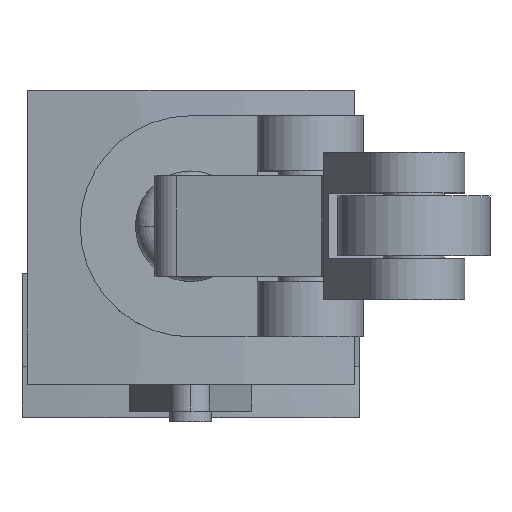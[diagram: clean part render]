
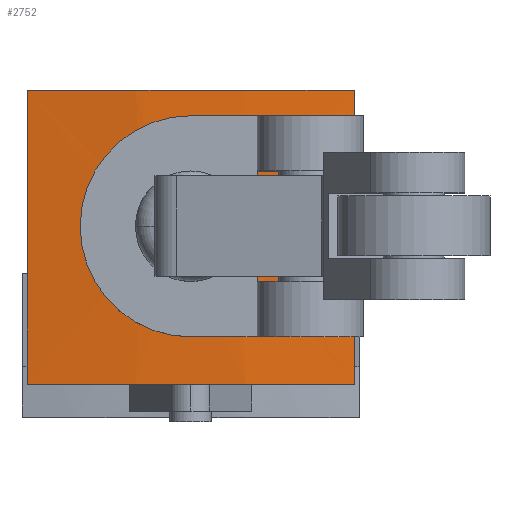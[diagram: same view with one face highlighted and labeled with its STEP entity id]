
A CAD part, top view. The second image highlights one B-rep face of the part: STEP entity #2752.
In plain terms, the highlighted cylindrical face has radius 87.67 mm (diameter 175.34 mm), a partial arc.
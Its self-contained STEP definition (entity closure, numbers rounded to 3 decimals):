
#1439=CARTESIAN_POINT('POINT93',(0.,-10.16,
   64.999));
#1440=VERTEX_POINT('VERTEX93',#1439);
#1609=CARTESIAN_POINT('POINT100',(0.,10.16,
   64.999));
#1610=VERTEX_POINT('VERTEX100',#1609);
#1710=CARTESIAN_POINT('POINT105',(0.,5.08,
   64.999));
#1711=VERTEX_POINT('VERTEX105',#1710);
#1712=CARTESIAN_POINT('POS182',(0.,12.499,
   64.999));
#1713=DIRECTION('DIR274',(0.,-1.,0.));
#1714=VECTOR('VEC90',#1713,25.4);
#1715=LINE('STRAIGHT90',#1712,#1714);
#1716=EDGE_CURVE('EDGE158',#1610,#1711,#1715,.T.);
#1725=CARTESIAN_POINT('POINT106',(0.,-5.08,
   64.999));
#1726=VERTEX_POINT('VERTEX106',#1725);
#1727=CARTESIAN_POINT('POS183',(0.,12.499,
   64.999));
#1728=DIRECTION('DIR275',(0.,-1.,0.));
#1729=VECTOR('VEC91',#1728,25.4);
#1730=LINE('STRAIGHT91',#1727,#1729);
#1731=EDGE_CURVE('EDGE159',#1726,#1440,#1730,.T.);
#1886=CARTESIAN_POINT('POINT117',(5.08,0.,
   64.851));
#1887=VERTEX_POINT('VERTEX117',#1886);
#1895=B_SPLINE_CURVE_WITH_KNOTS('SPLINE_CRV1',3,(#1896,#1897,#1898,#1899
   ,#1900,#1901,#1902,#1903,#1904,#1905),.UNSPECIFIED.,.F.,.F.,(4,2,2,2,
   4),(0.904,0.98,1.055,
   1.13,1.206),.UNSPECIFIED.);
#1896=CARTESIAN_POINT('',(0.,-5.08,64.999
   ));
#1897=CARTESIAN_POINT('',(0.638,-5.08,64.999)
   );
#1898=CARTESIAN_POINT('',(1.318,-4.952,
   64.991));
#1899=CARTESIAN_POINT('',(2.57,-4.434,
   64.963));
#1900=CARTESIAN_POINT('',(3.141,-4.043,
   64.943));
#1901=CARTESIAN_POINT('',(4.043,-3.141,
   64.906));
#1902=CARTESIAN_POINT('',(4.434,-2.57,
   64.887));
#1903=CARTESIAN_POINT('',(4.952,-1.318,
   64.859));
#1904=CARTESIAN_POINT('',(5.08,-0.638,
   64.851));
#1905=CARTESIAN_POINT('',(5.08,0.,
   64.851));
#1906=EDGE_CURVE('EDGE177',#1726,#1887,#1895,.T.);
#1912=B_SPLINE_CURVE_WITH_KNOTS('SPLINE_CRV2',3,(#1913,#1914,#1915,#1916
   ,#1917,#1918,#1919,#1920,#1921,#1922),.UNSPECIFIED.,.F.,.F.,(4,2,2,2,
   4),(1.206,1.281,1.356,
   1.432,1.507),.UNSPECIFIED.);
#1913=CARTESIAN_POINT('',(5.08,0.,
   64.851));
#1914=CARTESIAN_POINT('',(5.08,0.638,
   64.851));
#1915=CARTESIAN_POINT('',(4.952,1.318,
   64.859));
#1916=CARTESIAN_POINT('',(4.434,2.57,
   64.887));
#1917=CARTESIAN_POINT('',(4.043,3.141,
   64.906));
#1918=CARTESIAN_POINT('',(3.141,4.043,
   64.943));
#1919=CARTESIAN_POINT('',(2.57,4.434,
   64.963));
#1920=CARTESIAN_POINT('',(1.318,4.952,
   64.991));
#1921=CARTESIAN_POINT('',(0.638,5.08,64.999))
   ;
#1922=CARTESIAN_POINT('',(0.,5.08,64.999)
   );
#1923=EDGE_CURVE('EDGE178',#1887,#1711,#1912,.T.);
#1929=CARTESIAN_POINT('POINT118',(-5.08,0.,
   64.851));
#1930=VERTEX_POINT('VERTEX118',#1929);
#1938=B_SPLINE_CURVE_WITH_KNOTS('SPLINE_CRV3',3,(#1939,#1940,#1941,#1942
   ,#1943,#1944,#1945,#1946,#1947,#1948),.UNSPECIFIED.,.F.,.F.,(4,2,2,2,
   4),(0.301,0.377,0.452
   ,0.527,0.603),.UNSPECIFIED.);
#1939=CARTESIAN_POINT('',(0.,5.08,64.999)
   );
#1940=CARTESIAN_POINT('',(-0.638,5.08,
   64.999));
#1941=CARTESIAN_POINT('',(-1.318,4.952,
   64.991));
#1942=CARTESIAN_POINT('',(-2.57,4.434,
   64.963));
#1943=CARTESIAN_POINT('',(-3.141,4.043,
   64.943));
#1944=CARTESIAN_POINT('',(-4.043,3.141,
   64.906));
#1945=CARTESIAN_POINT('',(-4.434,2.57,
   64.887));
#1946=CARTESIAN_POINT('',(-4.952,1.318,
   64.859));
#1947=CARTESIAN_POINT('',(-5.08,0.638,
   64.851));
#1948=CARTESIAN_POINT('',(-5.08,0.,
   64.851));
#1949=EDGE_CURVE('EDGE180',#1711,#1930,#1938,.T.);
#1955=B_SPLINE_CURVE_WITH_KNOTS('SPLINE_CRV4',3,(#1956,#1957,#1958,#1959
   ,#1960,#1961,#1962,#1963,#1964,#1965),.UNSPECIFIED.,.F.,.F.,(4,2,2,2,
   4),(0.603,0.678,0.754,
   0.829,0.904),.UNSPECIFIED.);
#1956=CARTESIAN_POINT('',(-5.08,0.,
   64.851));
#1957=CARTESIAN_POINT('',(-5.08,-0.638,
   64.851));
#1958=CARTESIAN_POINT('',(-4.952,-1.318,
   64.859));
#1959=CARTESIAN_POINT('',(-4.434,-2.57,
   64.887));
#1960=CARTESIAN_POINT('',(-4.043,-3.141,
   64.906));
#1961=CARTESIAN_POINT('',(-3.141,-4.043,
   64.943));
#1962=CARTESIAN_POINT('',(-2.57,-4.434,
   64.963));
#1963=CARTESIAN_POINT('',(-1.318,-4.952,
   64.991));
#1964=CARTESIAN_POINT('',(-0.638,-5.08,
   64.999));
#1965=CARTESIAN_POINT('',(0.,-5.08,64.999
   ));
#1966=EDGE_CURVE('EDGE181',#1930,#1726,#1955,.T.);
#2701=ORIENTED_EDGE('COEDGE457',*,*,#1731,.T.);
#2702=ORIENTED_EDGE('COEDGE458',*,*,#1731,.F.);
#2703=ORIENTED_EDGE('COEDGE459',*,*,#1966,.F.);
#2704=ORIENTED_EDGE('COEDGE460',*,*,#1949,.F.);
#2705=ORIENTED_EDGE('COEDGE461',*,*,#1716,.F.);
#2706=ORIENTED_EDGE('COEDGE462',*,*,#1716,.T.);
#2707=ORIENTED_EDGE('COEDGE463',*,*,#1923,.F.);
#2708=ORIENTED_EDGE('COEDGE464',*,*,#1906,.F.);
#2709=EDGE_LOOP('NONE',(#2701,#2702,#2703,#2704,#2705,#2706,#2707,#2708)
   );
#2710=FACE_BOUND('LOOP1',#2709,.T.);
#2711=CARTESIAN_POINT('POINT170',(-15.041,-14.498,
   63.699));
#2712=VERTEX_POINT('VERTEX170',#2711);
#2713=CARTESIAN_POINT('POINT171',(15.041,-14.498,
   63.699));
#2714=VERTEX_POINT('VERTEX171',#2713);
#2715=CARTESIAN_POINT('POS283',(0.,-14.498,
   -22.671));
#2716=DIRECTION('DIR425',(0.,1.,0.));
#2717=DIRECTION('DIR426',(0.172,0.,
   0.985));
#2718=AXIS2_PLACEMENT_3D('AXIS143',#2715,#2716,#2717);
#2719=CIRCLE('ELLIPSE69',#2718,87.67);
#2720=EDGE_CURVE('EDGE255',#2712,#2714,#2719,.T.);
#2721=ORIENTED_EDGE('COEDGE465',*,*,#2720,.T.);
#2722=CARTESIAN_POINT('POINT172',(15.041,12.499,
   63.699));
#2723=VERTEX_POINT('VERTEX172',#2722);
#2724=CARTESIAN_POINT('POS284',(15.041,-0.999,
   63.699));
#2725=DIRECTION('DIR427',(0.,1.,0.));
#2726=VECTOR('VEC141',#2725,25.4);
#2727=LINE('STRAIGHT141',#2724,#2726);
#2728=EDGE_CURVE('EDGE256',#2714,#2723,#2727,.T.);
#2729=ORIENTED_EDGE('COEDGE466',*,*,#2728,.T.);
#2730=CARTESIAN_POINT('POINT173',(-15.041,12.499,
   63.699));
#2731=VERTEX_POINT('VERTEX173',#2730);
#2732=CARTESIAN_POINT('POS285',(0.,12.499,
   -22.671));
#2733=DIRECTION('DIR428',(0.,-1.,0.));
#2734=DIRECTION('DIR429',(0.172,0.,
   0.985));
#2735=AXIS2_PLACEMENT_3D('AXIS144',#2732,#2733,#2734);
#2736=CIRCLE('ELLIPSE70',#2735,87.67);
#2737=EDGE_CURVE('EDGE257',#2723,#2731,#2736,.T.);
#2738=ORIENTED_EDGE('COEDGE467',*,*,#2737,.T.);
#2739=CARTESIAN_POINT('POS286',(-15.041,-0.999,
   63.699));
#2740=DIRECTION('DIR430',(0.,-1.,0.));
#2741=VECTOR('VEC142',#2740,25.4);
#2742=LINE('STRAIGHT142',#2739,#2741);
#2743=EDGE_CURVE('EDGE258',#2731,#2712,#2742,.T.);
#2744=ORIENTED_EDGE('COEDGE468',*,*,#2743,.T.);
#2745=EDGE_LOOP('NONE',(#2721,#2729,#2738,#2744));
#2746=FACE_BOUND('LOOP1',#2745,.T.);
#2747=CARTESIAN_POINT('POS287',(0.,12.499,
   -22.671));
#2748=DIRECTION('DIR431',(0.,-1.,0.));
#2749=DIRECTION('DIR432',(0.172,0.,
   0.985));
#2750=AXIS2_PLACEMENT_3D('AXIS145',#2747,#2748,#2749);
#2751=CYLINDRICAL_SURFACE('CONE_SURF27',#2750,87.67);
#2752=ADVANCED_FACE('FACE103',(#2710,#2746),#2751,.T.);
